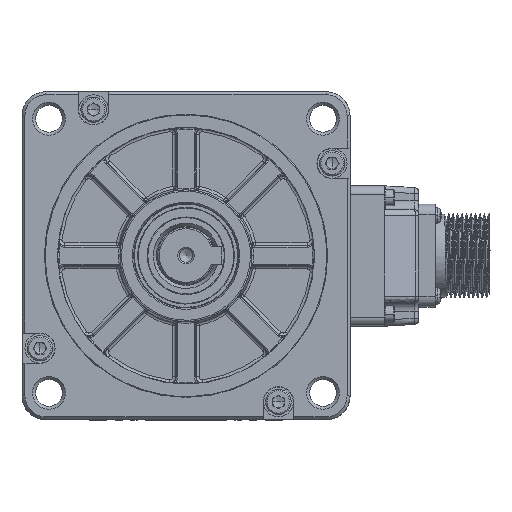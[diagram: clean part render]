
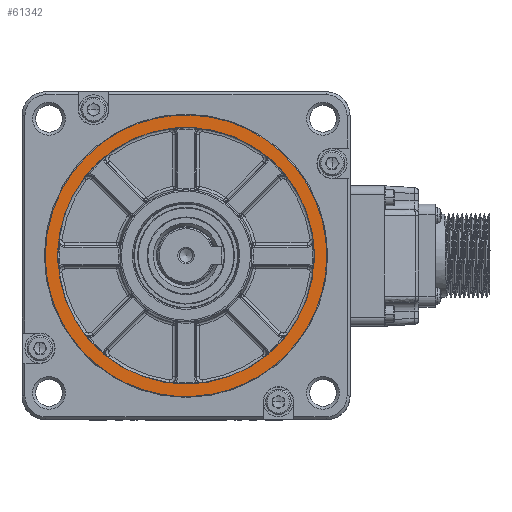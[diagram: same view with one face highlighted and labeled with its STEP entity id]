
A CAD part, top view. The second image highlights one B-rep face of the part: STEP entity #61342.
In plain terms, the highlighted planar face has unit normal (0, 0, 1).
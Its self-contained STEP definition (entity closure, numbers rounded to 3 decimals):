
#60991=CARTESIAN_POINT('',(-65.384,1288.61,13.5));
#60992=VERTEX_POINT('',#60991);
#61002=CARTESIAN_POINT('',(-65.384,1288.61,13.5));
#61003=CARTESIAN_POINT('',(-65.384,1335.81,13.5));
#61004=CARTESIAN_POINT('',(-18.184,1335.81,13.5));
#61005=CARTESIAN_POINT('',(29.016,1335.81,13.5));
#61006=CARTESIAN_POINT('',(29.016,1288.61,13.5));
#61007=CARTESIAN_POINT('',(29.016,1283.961,13.5));
#61008=CARTESIAN_POINT('',(28.109,1279.401,13.5));
#61009=CARTESIAN_POINT('',(27.202,1274.842,13.5));
#61010=CARTESIAN_POINT('',(25.423,1270.547,13.5));
#61011=CARTESIAN_POINT('',(23.644,1266.252,13.5));
#61012=CARTESIAN_POINT('',(21.061,1262.387,13.5));
#61013=CARTESIAN_POINT('',(18.479,1258.521,13.5));
#61014=CARTESIAN_POINT('',(15.191,1255.234,13.5));
#61015=CARTESIAN_POINT('',(11.904,1251.947,13.5));
#61016=CARTESIAN_POINT('',(8.039,1249.364,13.5));
#61017=CARTESIAN_POINT('',(4.174,1246.782,13.5));
#61018=CARTESIAN_POINT('',(-0.121,1245.003,13.5));
#61019=CARTESIAN_POINT('',(-4.416,1243.224,13.5));
#61020=CARTESIAN_POINT('',(-8.976,1242.317,13.5));
#61021=CARTESIAN_POINT('',(-13.535,1241.41,13.5));
#61022=CARTESIAN_POINT('',(-18.184,1241.41,13.5));
#61023=CARTESIAN_POINT('',(-22.833,1241.41,13.5));
#61024=CARTESIAN_POINT('',(-27.392,1242.317,13.5));
#61025=CARTESIAN_POINT('',(-31.952,1243.224,13.5));
#61026=CARTESIAN_POINT('',(-36.247,1245.003,13.5));
#61027=CARTESIAN_POINT('',(-40.542,1246.782,13.5));
#61028=CARTESIAN_POINT('',(-44.407,1249.364,13.5));
#61029=CARTESIAN_POINT('',(-48.272,1251.947,13.5));
#61030=CARTESIAN_POINT('',(-51.559,1255.234,13.5));
#61031=CARTESIAN_POINT('',(-54.847,1258.521,13.5));
#61032=CARTESIAN_POINT('',(-57.429,1262.387,13.5));
#61033=CARTESIAN_POINT('',(-60.012,1266.252,13.5));
#61034=CARTESIAN_POINT('',(-61.791,1270.547,13.5));
#61035=CARTESIAN_POINT('',(-63.57,1274.842,13.5));
#61036=CARTESIAN_POINT('',(-64.477,1279.401,13.5));
#61037=CARTESIAN_POINT('',(-65.384,1283.961,13.5));
#61038=CARTESIAN_POINT('',(-65.384,1288.61,13.5));
#61039=(BOUNDED_CURVE()B_SPLINE_CURVE(2,(#61002,#61003,#61004,#61005,#61006,#61007,#61008,#61009,#61010,#61011,#61012,#61013,#61014,#61015,#61016,#61017,#61018,#61019,#61020,#61021,#61022,#61023,#61024,#61025,#61026,#61027,#61028,#61029,#61030,#61031,#61032,#61033,#61034,#61035,#61036,#61037,#61038),.UNSPECIFIED.,.T.,.U.)B_SPLINE_CURVE_WITH_KNOTS((3,2,2,2,2,2,2,2,2,2,2,2,2,2,2,2,2,2,3),(0.,0.5,1.,1.07,1.139,1.209,1.279,1.348,1.418,1.488,1.557,1.627,1.696,1.766,1.836,1.905,1.975,2.045,2.114),.UNSPECIFIED.)CURVE()GEOMETRIC_REPRESENTATION_ITEM()RATIONAL_B_SPLINE_CURVE((1.,0.707,1.,0.707,1.,1.,1.,1.,1.,1.,1.,1.,1.,1.,1.,1.,1.,1.,1.,1.,1.,1.,1.,1.,1.,1.,1.,1.,1.,1.,1.,1.,1.,1.,1.,1.,1.))REPRESENTATION_ITEM(''));
#61040=EDGE_CURVE('',#60992,#60992,#61039,.T.);
#61285=CARTESIAN_POINT('',(-18.184,1288.61,13.5));
#61286=DIRECTION('',(1.,0.,0.));
#61287=DIRECTION('',(0.,0.,1.));
#61288=AXIS2_PLACEMENT_3D('',#61285,#61287,#61286);
#61289=PLANE('',#61288);
#61290=ORIENTED_EDGE('',*,*,#61040,.F.);
#61291=EDGE_LOOP('',(#61290));
#61292=FACE_OUTER_BOUND('',#61291,.T.);
#61293=CARTESIAN_POINT('',(-61.184,1288.61,13.5));
#61294=VERTEX_POINT('',#61293);
#61295=CARTESIAN_POINT('',(24.816,1288.61,13.5));
#61296=VERTEX_POINT('',#61295);
#61297=CARTESIAN_POINT('',(-61.184,1288.61,13.5));
#61298=CARTESIAN_POINT('',(-61.184,1292.845,13.5));
#61299=CARTESIAN_POINT('',(-60.358,1296.999,13.5));
#61300=CARTESIAN_POINT('',(-59.532,1301.152,13.5));
#61301=CARTESIAN_POINT('',(-57.911,1305.065,13.5));
#61302=CARTESIAN_POINT('',(-56.29,1308.978,13.5));
#61303=CARTESIAN_POINT('',(-53.937,1312.499,13.5));
#61304=CARTESIAN_POINT('',(-51.584,1316.021,13.5));
#61305=CARTESIAN_POINT('',(-48.59,1319.015,13.5));
#61306=CARTESIAN_POINT('',(-45.595,1322.01,13.5));
#61307=CARTESIAN_POINT('',(-42.074,1324.363,13.5));
#61308=CARTESIAN_POINT('',(-38.552,1326.716,13.5));
#61309=CARTESIAN_POINT('',(-34.639,1328.336,13.5));
#61310=CARTESIAN_POINT('',(-30.727,1329.957,13.5));
#61311=CARTESIAN_POINT('',(-26.573,1330.783,13.5));
#61312=CARTESIAN_POINT('',(-22.419,1331.61,13.5));
#61313=CARTESIAN_POINT('',(-18.184,1331.61,13.5));
#61314=CARTESIAN_POINT('',(-13.949,1331.61,13.5));
#61315=CARTESIAN_POINT('',(-9.795,1330.783,13.5));
#61316=CARTESIAN_POINT('',(-5.641,1329.957,13.5));
#61317=CARTESIAN_POINT('',(-1.729,1328.336,13.5));
#61318=CARTESIAN_POINT('',(2.184,1326.716,13.5));
#61319=CARTESIAN_POINT('',(5.705,1324.363,13.5));
#61320=CARTESIAN_POINT('',(9.227,1322.01,13.5));
#61321=CARTESIAN_POINT('',(12.222,1319.015,13.5));
#61322=CARTESIAN_POINT('',(15.216,1316.021,13.5));
#61323=CARTESIAN_POINT('',(17.569,1312.499,13.5));
#61324=CARTESIAN_POINT('',(19.922,1308.978,13.5));
#61325=CARTESIAN_POINT('',(21.543,1305.065,13.5));
#61326=CARTESIAN_POINT('',(23.163,1301.152,13.5));
#61327=CARTESIAN_POINT('',(23.99,1296.999,13.5));
#61328=CARTESIAN_POINT('',(24.816,1292.845,13.5));
#61329=CARTESIAN_POINT('',(24.816,1288.61,13.5));
#61330=B_SPLINE_CURVE_WITH_KNOTS('',2,(#61297,#61298,#61299,#61300,#61301,#61302,#61303,#61304,#61305,#61306,#61307,#61308,#61309,#61310,#61311,#61312,#61313,#61314,#61315,#61316,#61317,#61318,#61319,#61320,#61321,#61322,#61323,#61324,#61325,#61326,#61327,#61328,#61329),.UNSPECIFIED.,.F.,.U.,(3,2,2,2,2,2,2,2,2,2,2,2,2,2,2,2,3),(0.5,0.531,0.563,0.594,0.625,0.656,0.688,0.719,0.75,0.781,0.813,0.844,0.875,0.906,0.938,0.969,1.),.UNSPECIFIED.);
#61331=EDGE_CURVE('',#61294,#61296,#61330,.T.);
#61332=ORIENTED_EDGE('',*,*,#61331,.T.);
#61333=CARTESIAN_POINT('',(-18.184,1288.61,13.5));
#61334=DIRECTION('',(1.,0.,0.));
#61335=DIRECTION('',(0.,0.,-1.));
#61336=AXIS2_PLACEMENT_3D('',#61333,#61335,#61334);
#61337=CIRCLE('',#61336,43.);
#61338=EDGE_CURVE('',#61296,#61294,#61337,.T.);
#61339=ORIENTED_EDGE('',*,*,#61338,.T.);
#61340=EDGE_LOOP('',(#61332,#61339));
#61341=FACE_BOUND('',#61340,.T.);
#61342=ADVANCED_FACE('',(#61292,#61341),#61289,.T.);
